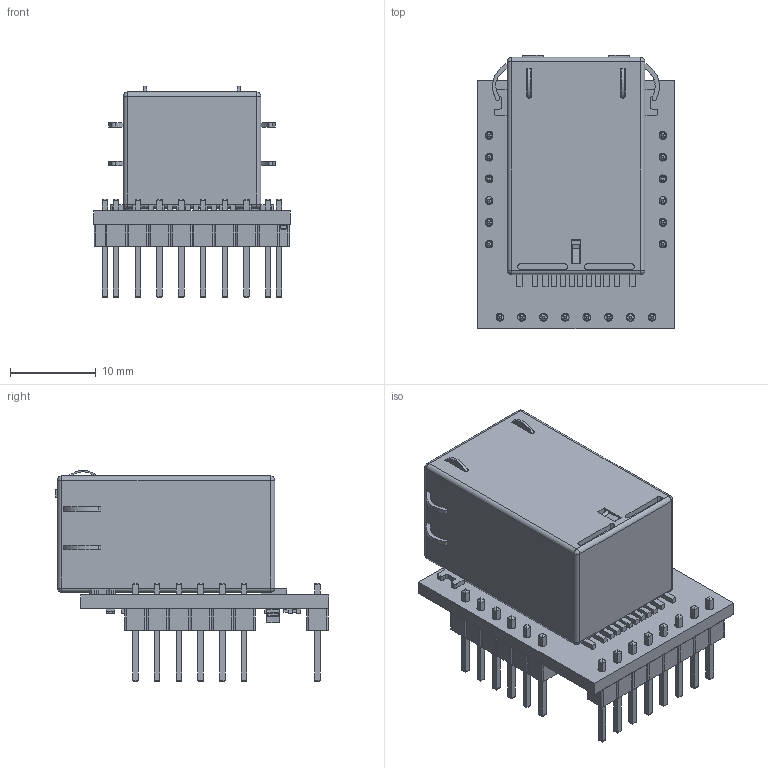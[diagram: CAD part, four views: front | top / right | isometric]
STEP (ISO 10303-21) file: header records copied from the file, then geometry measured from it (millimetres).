
FILE_DESCRIPTION(('Open CASCADE Model'),'2;1');
FILE_NAME('Open CASCADE Shape Model','2025-05-22T14:15:48',('Author'),( 'Open CASCADE'),'Open CASCADE STEP processor 7.5','Open CASCADE 7.5' ,'Unknown');
FILE_SCHEMA(('AUTOMOTIVE_DESIGN { 1 0 10303 214 1 1 1 1 }'));
Length unit declared in the file: millimetre
Products named in the file (72): PCB; Board; Open CASCADE STEP translator 7.5 1.1.1; C15; User Library-Tantalum Capacitor Case A; User Library-Tantalum Capacitor Case A_Tantalum case A part1; User Library-Tantalum Capacitor Case A_Tantalum case A part2; J3; PH03-8; R23; RES_C1005X04N; R22; R21; R20; R19; C23; CAPC1005X06; L4; BEAD_0603L; User Library-RES_0603L_RES_0603_Lead_1; User Library-RES_0603L_RES_0603_Body_1; Y1; User Library-ABRACON_ASE; U1; User Library-lqfp48-1; R18; R17; R16; R15; R14; R13; R12; R11; R10; R9; R8; R7; R6; R5; R3 ...
Assembly tree (118 placements, depth 4):
  PCB
    Board
      Open CASCADE STEP translator 7.5 1.1.1
    C15
      User Library-Tantalum Capacitor Case A
        User Library-Tantalum Capacitor Case A_Tantalum case A part1
        User Library-Tantalum Capacitor Case A_Tantalum case A part2  x2
    J3
      PH03-8
    R23
      RES_C1005X04N
    R22
      RES_C1005X04N
    R21
      RES_C1005X04N
    R20
      RES_C1005X04N
    R19
      RES_C1005X04N
    C23
      CAPC1005X06
    L4
      BEAD_0603L
        User Library-RES_0603L_RES_0603_Lead_1  x2
        User Library-RES_0603L_RES_0603_Body_1
    Y1
      User Library-ABRACON_ASE
    U1
      User Library-lqfp48-1
    R18
      RES_C1005X04N
    R17
      RES_C1005X04N
    R16
      RES_C1005X04N
    R15
      RES_C1005X04N
    R14
      RES_C1005X04N
    R13
      RES_C1005X04N
    R12
      RES_C1005X04N
    R11
      RES_C1005X04N
    R10
      RES_C1005X04N
    R9
      RES_C1005X04N
    R8
      RES_C1005X04N
    R7
      RES_C1005X04N
    R6
      RES_C1005X04N
    R5
      RES_C1005X04N
    R3
      RES_C1005X04N
    R2
Bounding box: 23 x 31.95 x 24.73 mm (x, y, z)
Volume: 5860.6 mm3; surface area: 5780 mm2
Topology: 72 solids, 72 shells, 4965 faces, 14353 edges, 9436 vertices
Faces by surface type: plane 2582, cylinder 1724, bspline 649, sphere 8, cone 2
Full cylindrical faces by diameter (mm): 0.914 x20, 3.25 x2
Entity records: 73910 total; most frequent: CARTESIAN_POINT 16932, ORIENTED_EDGE 9754, DIRECTION 8730, EDGE_CURVE 4877, LINE 3508, VECTOR 3508, VERTEX_POINT 3197, AXIS2_PLACEMENT_3D 2611
